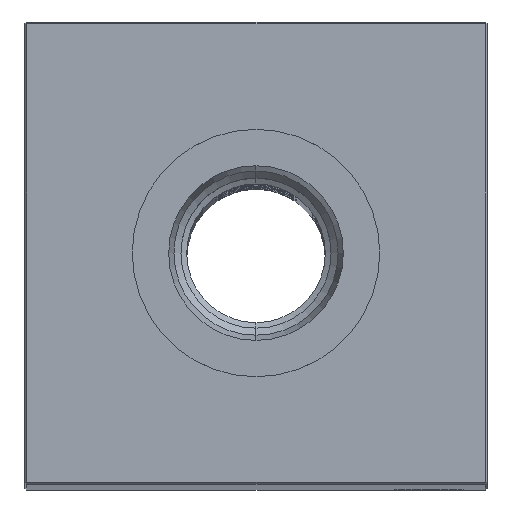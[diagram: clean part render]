
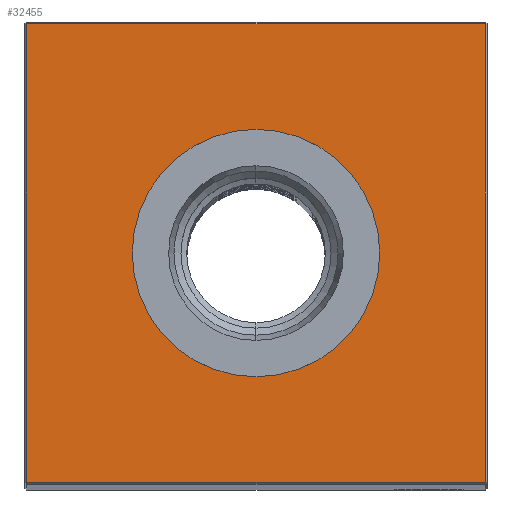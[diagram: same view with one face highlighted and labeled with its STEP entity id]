
A CAD part, top view. The second image highlights one B-rep face of the part: STEP entity #32455.
In plain terms, the highlighted planar face has unit normal (0, 0, 1).
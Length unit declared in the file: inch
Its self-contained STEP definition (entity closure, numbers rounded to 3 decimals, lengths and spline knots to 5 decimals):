
#240 = FACE_OUTER_BOUND ( 'NONE', #3814, .T. ) ;
#599 = CARTESIAN_POINT ( 'NONE',  ( 1.24, 0., 18.25 ) ) ;
#880 = CARTESIAN_POINT ( 'NONE',  ( 0., 0., 18.25 ) ) ;
#1799 = EDGE_LOOP ( 'NONE', ( #26678, #18645 ) ) ;
#2590 = VERTEX_POINT ( 'NONE', #7052 ) ;
#2800 = EDGE_CURVE ( 'NONE', #20205, #10000, #13460, .T. ) ;
#2924 = CARTESIAN_POINT ( 'NONE',  ( -1.24, 1.24, 18.25 ) ) ;
#3037 = LINE ( 'NONE', #18319, #24879 ) ;
#3379 = DIRECTION ( 'NONE',  ( 0., 1., 0. ) ) ;
#3814 = EDGE_LOOP ( 'NONE', ( #30109, #27246, #25465, #25164 ) ) ;
#3860 = VECTOR ( 'NONE', #3379, 39.37008 ) ;
#4684 = CARTESIAN_POINT ( 'NONE',  ( 1.24, 1.24, 18.25 ) ) ;
#5639 = CARTESIAN_POINT ( 'NONE',  ( 0., 0., 18.25 ) ) ;
#5820 = FACE_BOUND ( 'NONE', #1799, .T. ) ;
#5891 = CARTESIAN_POINT ( 'NONE',  ( 0., -1.24, 18.25 ) ) ;
#6839 = DIRECTION ( 'NONE',  ( 0., 0., -1. ) ) ;
#7052 = CARTESIAN_POINT ( 'NONE',  ( 0., 0.66929, 18.25 ) ) ;
#7778 = DIRECTION ( 'NONE',  ( -1., 0., 0. ) ) ;
#9533 = VERTEX_POINT ( 'NONE', #4684 ) ;
#10000 = VERTEX_POINT ( 'NONE', #25987 ) ;
#10269 = DIRECTION ( 'NONE',  ( 0., 0., -1. ) ) ;
#10916 = DIRECTION ( 'NONE',  ( -1., 0., 0. ) ) ;
#11925 = AXIS2_PLACEMENT_3D ( 'NONE', #29489, #6839, #29817 ) ;
#12469 = CIRCLE ( 'NONE', #11925, 0.66929 ) ;
#13046 = DIRECTION ( 'NONE',  ( 0., 0., -1. ) ) ;
#13460 = LINE ( 'NONE', #5891, #32286 ) ;
#14296 = AXIS2_PLACEMENT_3D ( 'NONE', #5639, #13046, #7778 ) ;
#15847 = PLANE ( 'NONE',  #29085 ) ;
#15871 = EDGE_CURVE ( 'NONE', #9533, #21160, #3037, .T. ) ;
#17784 = EDGE_CURVE ( 'NONE', #22830, #2590, #28442, .T. ) ;
#18319 = CARTESIAN_POINT ( 'NONE',  ( 0., 1.24, 18.25 ) ) ;
#18645 = ORIENTED_EDGE ( 'NONE', *, *, #17784, .T. ) ;
#20205 = VERTEX_POINT ( 'NONE', #32298 ) ;
#20523 = DIRECTION ( 'NONE',  ( 1., 0., 0. ) ) ;
#20637 = LINE ( 'NONE', #599, #3860 ) ;
#20783 = DIRECTION ( 'NONE',  ( -1., 0., 0. ) ) ;
#20850 = CARTESIAN_POINT ( 'NONE',  ( -1.24, 0., 18.25 ) ) ;
#21160 = VERTEX_POINT ( 'NONE', #2924 ) ;
#22635 = EDGE_CURVE ( 'NONE', #2590, #22830, #12469, .T. ) ;
#22830 = VERTEX_POINT ( 'NONE', #28810 ) ;
#24879 = VECTOR ( 'NONE', #20783, 39.37008 ) ;
#25164 = ORIENTED_EDGE ( 'NONE', *, *, #15871, .T. ) ;
#25465 = ORIENTED_EDGE ( 'NONE', *, *, #27823, .T. ) ;
#25987 = CARTESIAN_POINT ( 'NONE',  ( 1.24, -1.24, 18.25 ) ) ;
#26229 = EDGE_CURVE ( 'NONE', #21160, #20205, #28382, .T. ) ;
#26678 = ORIENTED_EDGE ( 'NONE', *, *, #22635, .T. ) ;
#27246 = ORIENTED_EDGE ( 'NONE', *, *, #2800, .T. ) ;
#27823 = EDGE_CURVE ( 'NONE', #10000, #9533, #20637, .T. ) ;
#28382 = LINE ( 'NONE', #20850, #28788 ) ;
#28442 = CIRCLE ( 'NONE', #14296, 0.66929 ) ;
#28788 = VECTOR ( 'NONE', #28877, 39.37008 ) ;
#28810 = CARTESIAN_POINT ( 'NONE',  ( 0., -0.66929, 18.25 ) ) ;
#28877 = DIRECTION ( 'NONE',  ( 0., -1., 0. ) ) ;
#29085 = AXIS2_PLACEMENT_3D ( 'NONE', #880, #10269, #10916 ) ;
#29489 = CARTESIAN_POINT ( 'NONE',  ( 0., 0., 18.25 ) ) ;
#29817 = DIRECTION ( 'NONE',  ( -1., 0., 0. ) ) ;
#30109 = ORIENTED_EDGE ( 'NONE', *, *, #26229, .T. ) ;
#32286 = VECTOR ( 'NONE', #20523, 39.37008 ) ;
#32298 = CARTESIAN_POINT ( 'NONE',  ( -1.24, -1.24, 18.25 ) ) ;
#32455 = ADVANCED_FACE ( 'NONE', ( #240, #5820 ), #15847, .F. ) ;
